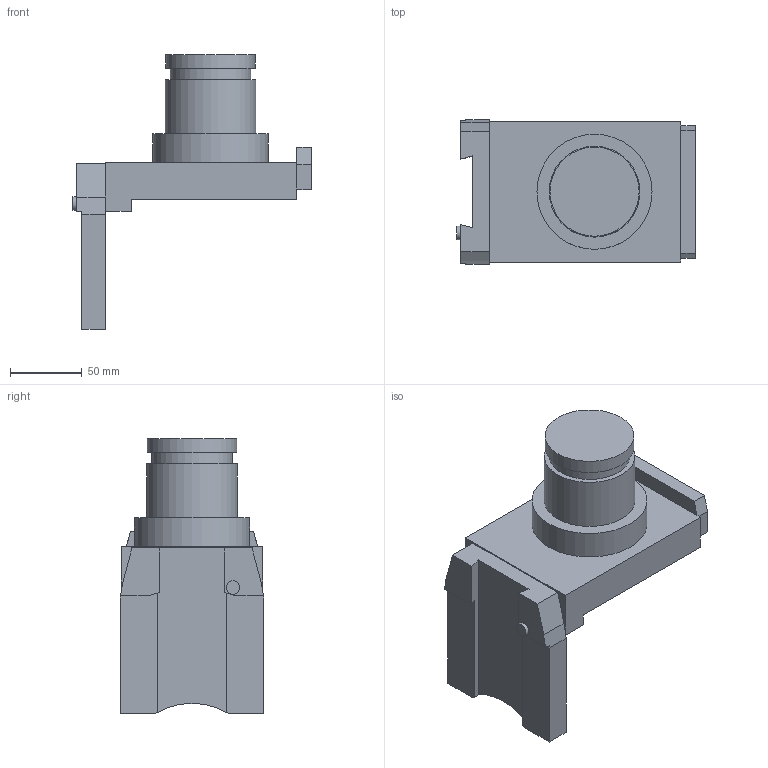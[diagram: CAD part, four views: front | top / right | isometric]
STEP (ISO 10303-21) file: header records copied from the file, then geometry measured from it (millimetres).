
FILE_DESCRIPTION(/* description */ (''),/* implementation_level */ '2;1');
FILE_NAME(/* name */ 'APB-TNE-CDI80-25_3.0.stp',/* time_stamp */ '2018-05-09T15:37:19+02:00',/* author */ (''),/* organization */ (''),/* preprocessor_version */ 'ST-DEVELOPER v15',/* originating_system */ 'SIEMENS PLM Software NX 8.5',/* authorisation */ '');
FILE_SCHEMA (('AUTOMOTIVE_DESIGN { 1 0 10303 214 3 1 1 1 }'));
Length unit declared in the file: millimetre
Products named in the file (1): APB-TNE-CDI80-25_part_2.0
Bounding box: 165.75 x 100 x 191 mm (x, y, z)
Volume: 796794.8 mm3; surface area: 85668.1 mm2
Topology: 1 solids, 1 shells, 52 faces, 133 edges, 88 vertices
Faces by surface type: plane 44, cylinder 8
Full cylindrical faces by diameter (mm): 9.5 x1, 56 x1, 62 x1, 63.08 x1, 80 x1
Entity records: 1571 total; most frequent: CARTESIAN_POINT 268, DIRECTION 260, ORIENTED_EDGE 252, EDGE_CURVE 126, LINE 104, VECTOR 104, VERTEX_POINT 86, AXIS2_PLACEMENT_3D 78
